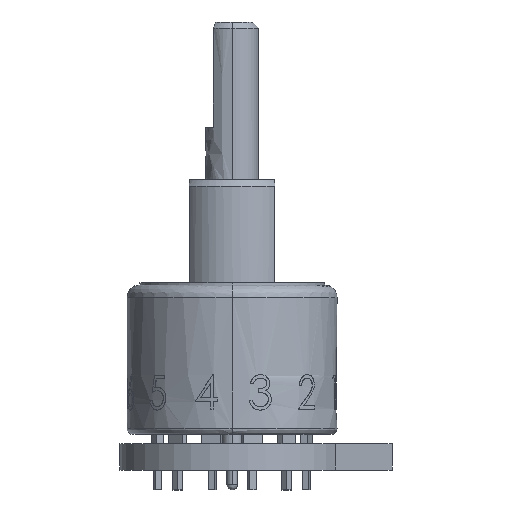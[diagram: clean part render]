
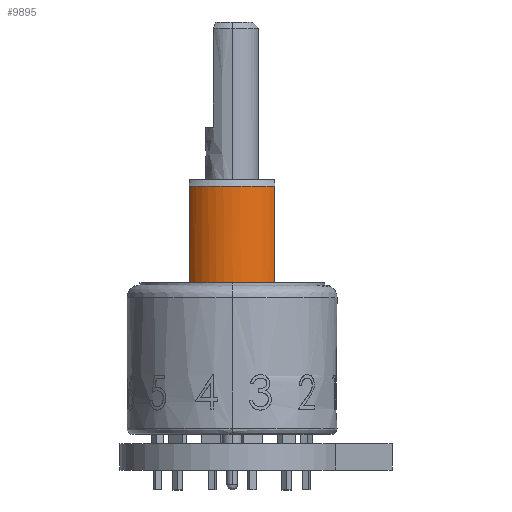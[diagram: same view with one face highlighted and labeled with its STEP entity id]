
A CAD part, front view. The second image highlights one B-rep face of the part: STEP entity #9895.
In plain terms, the highlighted free-form (B-spline) face has degree [2, 1] with [3, 2] control points.
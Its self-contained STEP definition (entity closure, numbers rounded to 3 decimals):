
#678 = B_SPLINE_SURFACE_WITH_KNOTS('',1,1,(
    (#679,#680)
    ,(#681,#682
    )),.UNSPECIFIED.,.F.,.F.,.F.,(2,2),(2,2),(-5.588,5.588),(-5.588,
    5.588),.PIECEWISE_BEZIER_KNOTS.);
#679 = CARTESIAN_POINT('',(-5.588,9.144,-5.588));
#680 = CARTESIAN_POINT('',(5.588,9.144,-5.588));
#681 = CARTESIAN_POINT('',(-5.588,9.144,5.588));
#682 = CARTESIAN_POINT('',(5.588,9.144,5.588));
#1093 = B_SPLINE_SURFACE_WITH_KNOTS('',1,1,(
    (#1094,#1095)
    ,(#1096,#1097
    )),.UNSPECIFIED.,.F.,.F.,.F.,(2,2),(2,2),(-3.706,0.),(
    -6.223,0.),.PIECEWISE_BEZIER_KNOTS.);
#1094 = CARTESIAN_POINT('',(-2.578,9.144,1.853));
#1095 = CARTESIAN_POINT('',(-2.578,15.367,1.853));
#1096 = CARTESIAN_POINT('',(-2.578,9.144,-1.853));
#1097 = CARTESIAN_POINT('',(-2.578,15.367,-1.853));
#9811 = B_SPLINE_SURFACE_WITH_KNOTS('',1,1,(
    (#9812,#9813)
    ,(#9814,#9815
    )),.UNSPECIFIED.,.F.,.F.,.F.,(2,2),(2,2),(0.,3.706),(-6.223
    ,0.),.PIECEWISE_BEZIER_KNOTS.);
#9812 = CARTESIAN_POINT('',(2.578,9.144,-1.853));
#9813 = CARTESIAN_POINT('',(2.578,15.367,-1.853));
#9814 = CARTESIAN_POINT('',(2.578,9.144,1.853));
#9815 = CARTESIAN_POINT('',(2.578,15.367,1.853));
#9878 = ( BOUNDED_SURFACE() B_SPLINE_SURFACE(2,1,(
    (#9879,#9880)
    ,(#9881,#9882)
    ,(#9883,#9884
)),.UNSPECIFIED.,.F.,.F.,.F.) B_SPLINE_SURFACE_WITH_KNOTS((3,3),(2,2),(
    1.966,4.317),(0.,0.539),
.PIECEWISE_BEZIER_KNOTS.) GEOMETRIC_REPRESENTATION_ITEM() 
RATIONAL_B_SPLINE_SURFACE((
    (1.,1.)
    ,(0.385,0.385)
,(1.,1.))) REPRESENTATION_ITEM('') SURFACE() );
#9879 = CARTESIAN_POINT('',(2.578,15.367,1.077));
#9880 = CARTESIAN_POINT('',(2.93,14.986,1.224));
#9881 = CARTESIAN_POINT('',(0.,15.367,7.249));
#9882 = CARTESIAN_POINT('',(0.,14.986,8.237));
#9883 = CARTESIAN_POINT('',(-2.578,15.367,1.077));
#9884 = CARTESIAN_POINT('',(-2.93,14.986,1.224));
#9895 = ADVANCED_FACE('',(#9896),#9909,.T.);
#9896 = FACE_BOUND('',#9897,.T.);
#9897 = EDGE_LOOP('',(#9898,#9928,#9951,#9972));
#9898 = ORIENTED_EDGE('',*,*,#9899,.T.);
#9899 = EDGE_CURVE('',#9900,#9902,#9904,.T.);
#9900 = VERTEX_POINT('',#9901);
#9901 = CARTESIAN_POINT('',(-2.578,14.986,1.853));
#9902 = VERTEX_POINT('',#9903);
#9903 = CARTESIAN_POINT('',(-2.578,9.144,1.853));
#9904 = SURFACE_CURVE('',#9905,(#9908,#9922),.PCURVE_S1.);
#9905 = B_SPLINE_CURVE_WITH_KNOTS('',1,(#9906,#9907),.UNSPECIFIED.,.F.,
  .F.,(2,2),(0.381,6.223),.PIECEWISE_BEZIER_KNOTS.);
#9906 = CARTESIAN_POINT('',(-2.578,14.986,1.853));
#9907 = CARTESIAN_POINT('',(-2.578,9.144,1.853));
#9908 = PCURVE('',#9909,#9916);
#9909 = ( BOUNDED_SURFACE() B_SPLINE_SURFACE(2,1,(
    (#9910,#9911)
    ,(#9912,#9913)
    ,(#9914,#9915
)),.UNSPECIFIED.,.F.,.F.,.F.) B_SPLINE_SURFACE_WITH_KNOTS((3,3),(2,2),(
    2.194,4.089),(0.381,6.223),
.PIECEWISE_BEZIER_KNOTS.) GEOMETRIC_REPRESENTATION_ITEM() 
RATIONAL_B_SPLINE_SURFACE((
    (1.,1.)
    ,(0.584,0.584)
,(1.,1.))) REPRESENTATION_ITEM('') SURFACE() );
#9910 = CARTESIAN_POINT('',(2.578,14.986,1.853));
#9911 = CARTESIAN_POINT('',(2.578,9.144,1.853));
#9912 = CARTESIAN_POINT('',(0.,14.986,5.44));
#9913 = CARTESIAN_POINT('',(0.,9.144,5.44));
#9914 = CARTESIAN_POINT('',(-2.578,14.986,1.853));
#9915 = CARTESIAN_POINT('',(-2.578,9.144,1.853));
#9916 = DEFINITIONAL_REPRESENTATION('',(#9917),#9921);
#9917 = B_SPLINE_CURVE_WITH_KNOTS('',2,(#9918,#9919,#9920),
  .UNSPECIFIED.,.F.,.F.,(3,3),(0.381,6.223),.PIECEWISE_BEZIER_KNOTS.);
#9918 = CARTESIAN_POINT('',(4.089,0.381));
#9919 = CARTESIAN_POINT('',(4.089,3.302));
#9920 = CARTESIAN_POINT('',(4.089,6.223));
#9921 = ( GEOMETRIC_REPRESENTATION_CONTEXT(2) 
PARAMETRIC_REPRESENTATION_CONTEXT() REPRESENTATION_CONTEXT('2D SPACE',''
  ) );
#9922 = PCURVE('',#1093,#9923);
#9923 = DEFINITIONAL_REPRESENTATION('',(#9924),#9927);
#9924 = B_SPLINE_CURVE_WITH_KNOTS('',1,(#9925,#9926),.UNSPECIFIED.,.F.,
  .F.,(2,2),(0.381,6.223),.PIECEWISE_BEZIER_KNOTS.);
#9925 = CARTESIAN_POINT('',(-3.706,-0.381));
#9926 = CARTESIAN_POINT('',(-3.706,-6.223));
#9927 = ( GEOMETRIC_REPRESENTATION_CONTEXT(2) 
PARAMETRIC_REPRESENTATION_CONTEXT() REPRESENTATION_CONTEXT('2D SPACE',''
  ) );
#9928 = ORIENTED_EDGE('',*,*,#9929,.T.);
#9929 = EDGE_CURVE('',#9902,#9930,#9932,.T.);
#9930 = VERTEX_POINT('',#9931);
#9931 = CARTESIAN_POINT('',(2.578,9.144,1.853));
#9932 = SURFACE_CURVE('',#9933,(#9937,#9944),.PCURVE_S1.);
#9933 = ( BOUNDED_CURVE() B_SPLINE_CURVE(2,(#9934,#9935,#9936),
.UNSPECIFIED.,.F.,.F.) B_SPLINE_CURVE_WITH_KNOTS((3,3),(5.336,
7.231),.PIECEWISE_BEZIER_KNOTS.) CURVE() 
GEOMETRIC_REPRESENTATION_ITEM() RATIONAL_B_SPLINE_CURVE((1.,
0.584,1.)) REPRESENTATION_ITEM('') );
#9934 = CARTESIAN_POINT('',(-2.578,9.144,1.853));
#9935 = CARTESIAN_POINT('',(0.,9.144,5.44));
#9936 = CARTESIAN_POINT('',(2.578,9.144,1.853));
#9937 = PCURVE('',#9909,#9938);
#9938 = DEFINITIONAL_REPRESENTATION('',(#9939),#9943);
#9939 = B_SPLINE_CURVE_WITH_KNOTS('',2,(#9940,#9941,#9942),
  .UNSPECIFIED.,.F.,.F.,(3,3),(5.336,7.231),
  .PIECEWISE_BEZIER_KNOTS.);
#9940 = CARTESIAN_POINT('',(4.089,6.223));
#9941 = CARTESIAN_POINT('',(3.142,6.223));
#9942 = CARTESIAN_POINT('',(2.194,6.223));
#9943 = ( GEOMETRIC_REPRESENTATION_CONTEXT(2) 
PARAMETRIC_REPRESENTATION_CONTEXT() REPRESENTATION_CONTEXT('2D SPACE',''
  ) );
#9944 = PCURVE('',#678,#9945);
#9945 = DEFINITIONAL_REPRESENTATION('',(#9946),#9950);
#9946 = ( BOUNDED_CURVE() B_SPLINE_CURVE(2,(#9947,#9948,#9949),
.UNSPECIFIED.,.F.,.F.) B_SPLINE_CURVE_WITH_KNOTS((3,3),(5.336,
7.231),.PIECEWISE_BEZIER_KNOTS.) CURVE() 
GEOMETRIC_REPRESENTATION_ITEM() RATIONAL_B_SPLINE_CURVE((1.,
0.584,1.)) REPRESENTATION_ITEM('') );
#9947 = CARTESIAN_POINT('',(1.853,-2.578));
#9948 = CARTESIAN_POINT('',(5.44,0.));
#9949 = CARTESIAN_POINT('',(1.853,2.578));
#9950 = ( GEOMETRIC_REPRESENTATION_CONTEXT(2) 
PARAMETRIC_REPRESENTATION_CONTEXT() REPRESENTATION_CONTEXT('2D SPACE',''
  ) );
#9951 = ORIENTED_EDGE('',*,*,#9952,.F.);
#9952 = EDGE_CURVE('',#9953,#9930,#9955,.T.);
#9953 = VERTEX_POINT('',#9954);
#9954 = CARTESIAN_POINT('',(2.578,14.986,1.853));
#9955 = SURFACE_CURVE('',#9956,(#9959,#9966),.PCURVE_S1.);
#9956 = B_SPLINE_CURVE_WITH_KNOTS('',1,(#9957,#9958),.UNSPECIFIED.,.F.,
  .F.,(2,2),(0.381,6.223),.PIECEWISE_BEZIER_KNOTS.);
#9957 = CARTESIAN_POINT('',(2.578,14.986,1.853));
#9958 = CARTESIAN_POINT('',(2.578,9.144,1.853));
#9959 = PCURVE('',#9909,#9960);
#9960 = DEFINITIONAL_REPRESENTATION('',(#9961),#9965);
#9961 = B_SPLINE_CURVE_WITH_KNOTS('',2,(#9962,#9963,#9964),
  .UNSPECIFIED.,.F.,.F.,(3,3),(0.381,6.223),.PIECEWISE_BEZIER_KNOTS.);
#9962 = CARTESIAN_POINT('',(2.194,0.381));
#9963 = CARTESIAN_POINT('',(2.194,3.302));
#9964 = CARTESIAN_POINT('',(2.194,6.223));
#9965 = ( GEOMETRIC_REPRESENTATION_CONTEXT(2) 
PARAMETRIC_REPRESENTATION_CONTEXT() REPRESENTATION_CONTEXT('2D SPACE',''
  ) );
#9966 = PCURVE('',#9811,#9967);
#9967 = DEFINITIONAL_REPRESENTATION('',(#9968),#9971);
#9968 = B_SPLINE_CURVE_WITH_KNOTS('',1,(#9969,#9970),.UNSPECIFIED.,.F.,
  .F.,(2,2),(0.381,6.223),.PIECEWISE_BEZIER_KNOTS.);
#9969 = CARTESIAN_POINT('',(3.706,-0.381));
#9970 = CARTESIAN_POINT('',(3.706,-6.223));
#9971 = ( GEOMETRIC_REPRESENTATION_CONTEXT(2) 
PARAMETRIC_REPRESENTATION_CONTEXT() REPRESENTATION_CONTEXT('2D SPACE',''
  ) );
#9972 = ORIENTED_EDGE('',*,*,#9973,.T.);
#9973 = EDGE_CURVE('',#9953,#9900,#9974,.T.);
#9974 = SURFACE_CURVE('',#9975,(#9979,#9986),.PCURVE_S1.);
#9975 = ( BOUNDED_CURVE() B_SPLINE_CURVE(2,(#9976,#9977,#9978),
.UNSPECIFIED.,.F.,.F.) B_SPLINE_CURVE_WITH_KNOTS((3,3),(5.336,
7.231),.PIECEWISE_BEZIER_KNOTS.) CURVE() 
GEOMETRIC_REPRESENTATION_ITEM() RATIONAL_B_SPLINE_CURVE((1.,
0.584,1.)) REPRESENTATION_ITEM('') );
#9976 = CARTESIAN_POINT('',(2.578,14.986,1.853));
#9977 = CARTESIAN_POINT('',(0.,14.986,5.44));
#9978 = CARTESIAN_POINT('',(-2.578,14.986,1.853));
#9979 = PCURVE('',#9909,#9980);
#9980 = DEFINITIONAL_REPRESENTATION('',(#9981),#9985);
#9981 = B_SPLINE_CURVE_WITH_KNOTS('',2,(#9982,#9983,#9984),
  .UNSPECIFIED.,.F.,.F.,(3,3),(5.336,7.231),
  .PIECEWISE_BEZIER_KNOTS.);
#9982 = CARTESIAN_POINT('',(2.194,0.381));
#9983 = CARTESIAN_POINT('',(3.142,0.381));
#9984 = CARTESIAN_POINT('',(4.089,0.381));
#9985 = ( GEOMETRIC_REPRESENTATION_CONTEXT(2) 
PARAMETRIC_REPRESENTATION_CONTEXT() REPRESENTATION_CONTEXT('2D SPACE',''
  ) );
#9986 = PCURVE('',#9878,#9987);
#9987 = DEFINITIONAL_REPRESENTATION('',(#9988),#9992);
#9988 = B_SPLINE_CURVE_WITH_KNOTS('',2,(#9989,#9990,#9991),
  .UNSPECIFIED.,.F.,.F.,(3,3),(5.336,7.231),
  .PIECEWISE_BEZIER_KNOTS.);
#9989 = CARTESIAN_POINT('',(2.237,0.539));
#9990 = CARTESIAN_POINT('',(3.142,0.539));
#9991 = CARTESIAN_POINT('',(4.046,0.539));
#9992 = ( GEOMETRIC_REPRESENTATION_CONTEXT(2) 
PARAMETRIC_REPRESENTATION_CONTEXT() REPRESENTATION_CONTEXT('2D SPACE',''
  ) );
